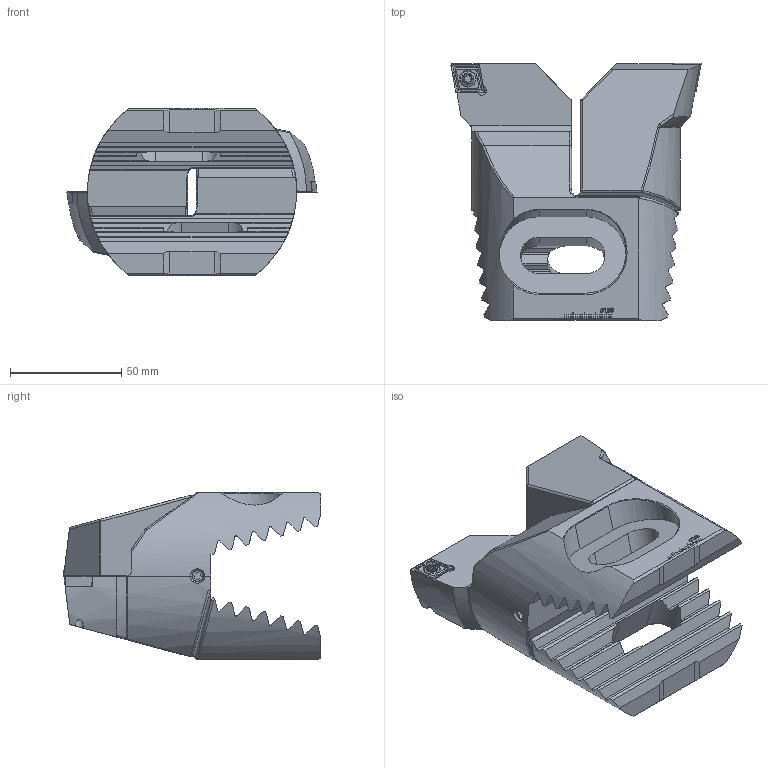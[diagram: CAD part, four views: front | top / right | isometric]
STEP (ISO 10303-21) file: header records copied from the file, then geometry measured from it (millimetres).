
FILE_DESCRIPTION (( 'STEP AP203' ), '1' );
FILE_NAME ('D37.090.115.012.STEP', '2018-03-02T14:00:17', ( 'SWIAdmin' ), ( 'Hewlett-Packard Company' ), 'SwSTEP 2.0', 'SolidWorks 2017', '' );
FILE_SCHEMA (( 'CONFIG_CONTROL_DESIGN' ));
Length unit declared in the file: millimetre
Products named in the file (8): Z94-ER3.001.040; CCMT120404; WCC-ER2.001.010_A; Z94-WCC.001.067_Ersatzteile; Z94-xxx.001.067_C_versetzt; Z94-WCC.004.067_einzeln; D37.090.115.012; Z94-xxx.001.067_E
Assembly tree (10 placements, depth 3):
  D37.090.115.012
    Z94-WCC.001.067_Ersatzteile
      Z94-xxx.001.067_E
      Z94-ER3.001.040
      CCMT120404
      WCC-ER2.001.010_A
    Z94-WCC.004.067_einzeln
      Z94-xxx.001.067_C_versetzt
      CCMT120404
      WCC-ER2.001.010_A
    Z94-ER3.001.040
Bounding box: 112.5 x 115.8 x 75.2 mm (x, y, z)
Volume: 343408.3 mm3; surface area: 64464.5 mm2
Topology: 8 solids, 8 shells, 796 faces, 2088 edges, 1296 vertices
Faces by surface type: plane 446, cylinder 139, bspline 106, cone 72, torus 19, sphere 14
Entity records: 26625 total; most frequent: CARTESIAN_POINT 9762, ORIENTED_EDGE 3646, DIRECTION 2848, EDGE_CURVE 1823, LINE 1160, VECTOR 1160, VERTEX_POINT 1152, AXIS2_PLACEMENT_3D 844
